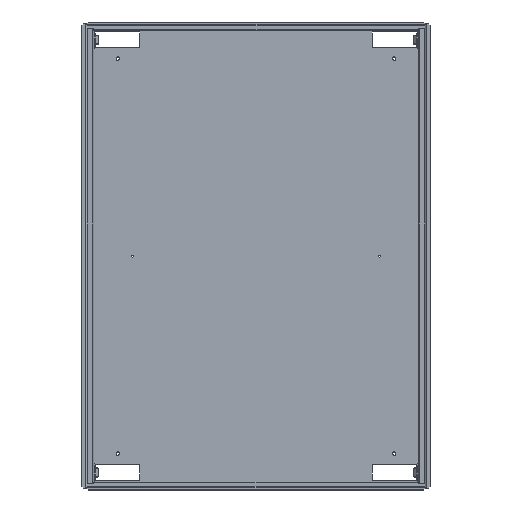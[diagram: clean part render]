
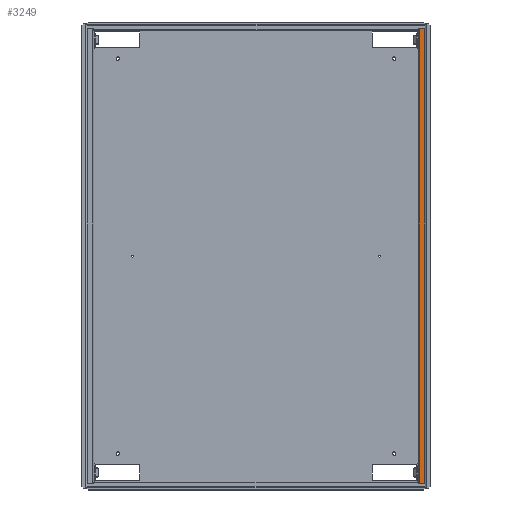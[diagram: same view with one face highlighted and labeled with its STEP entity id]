
A CAD part, top view. The second image highlights one B-rep face of the part: STEP entity #3249.
In plain terms, the highlighted planar face has unit normal (0, 0, 1).
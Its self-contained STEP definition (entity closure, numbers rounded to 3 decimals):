
#164 = CARTESIAN_POINT ( 'NONE',  ( 953., -1331.5, 140. ) ) ;
#969 = DIRECTION ( 'NONE',  ( 0., -1., 0. ) ) ;
#1701 = VERTEX_POINT ( 'NONE', #5088 ) ;
#2470 = EDGE_LOOP ( 'NONE', ( #9634, #3983, #2673, #14040 ) ) ;
#2673 = ORIENTED_EDGE ( 'NONE', *, *, #8334, .F. ) ;
#3249 = ADVANCED_FACE ( 'NONE', ( #4407 ), #17953, .F. ) ;
#3983 = ORIENTED_EDGE ( 'NONE', *, *, #18491, .T. ) ;
#4407 = FACE_OUTER_BOUND ( 'NONE', #2470, .T. ) ;
#5088 = CARTESIAN_POINT ( 'NONE',  ( 953., -2.5, 140. ) ) ;
#5231 = VECTOR ( 'NONE', #16548, 1000. ) ;
#6708 = VECTOR ( 'NONE', #15198, 1000. ) ;
#7032 = VECTOR ( 'NONE', #969, 1000. ) ;
#7088 = DIRECTION ( 'NONE',  ( 1., 0., 0. ) ) ;
#7440 = VERTEX_POINT ( 'NONE', #164 ) ;
#7452 = CARTESIAN_POINT ( 'NONE',  ( 0., -2.5, 140. ) ) ;
#8067 = VERTEX_POINT ( 'NONE', #11348 ) ;
#8296 = LINE ( 'NONE', #14211, #7032 ) ;
#8334 = EDGE_CURVE ( 'NONE', #7440, #1701, #10460, .T. ) ;
#9634 = ORIENTED_EDGE ( 'NONE', *, *, #11303, .F. ) ;
#10200 = CARTESIAN_POINT ( 'NONE',  ( 969.5, -2.5, 140. ) ) ;
#10390 = DIRECTION ( 'NONE',  ( 0., 0., -1. ) ) ;
#10460 = LINE ( 'NONE', #14916, #5231 ) ;
#11303 = EDGE_CURVE ( 'NONE', #17922, #8067, #8296, .T. ) ;
#11348 = CARTESIAN_POINT ( 'NONE',  ( 969.5, -1331.5, 140. ) ) ;
#11550 = CARTESIAN_POINT ( 'NONE',  ( 0., -1331.5, 140. ) ) ;
#12130 = AXIS2_PLACEMENT_3D ( 'NONE', #18044, #10390, #16401 ) ;
#12887 = VECTOR ( 'NONE', #7088, 1000. ) ;
#13789 = EDGE_CURVE ( 'NONE', #7440, #8067, #18628, .T. ) ;
#14040 = ORIENTED_EDGE ( 'NONE', *, *, #13789, .T. ) ;
#14211 = CARTESIAN_POINT ( 'NONE',  ( 969.5, -2.5, 140. ) ) ;
#14916 = CARTESIAN_POINT ( 'NONE',  ( 953., -2.5, 140. ) ) ;
#15198 = DIRECTION ( 'NONE',  ( -1., 0., 0. ) ) ;
#16270 = LINE ( 'NONE', #7452, #6708 ) ;
#16401 = DIRECTION ( 'NONE',  ( -1., 0., 0. ) ) ;
#16548 = DIRECTION ( 'NONE',  ( 0., 1., 0. ) ) ;
#17922 = VERTEX_POINT ( 'NONE', #10200 ) ;
#17953 = PLANE ( 'NONE',  #12130 ) ;
#18044 = CARTESIAN_POINT ( 'NONE',  ( 0., 0., 140. ) ) ;
#18491 = EDGE_CURVE ( 'NONE', #17922, #1701, #16270, .T. ) ;
#18628 = LINE ( 'NONE', #11550, #12887 ) ;
